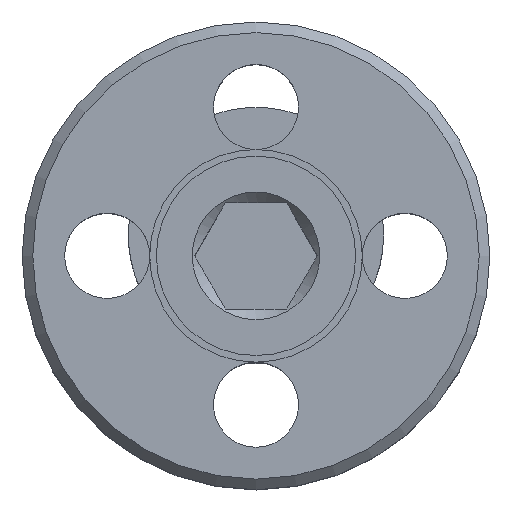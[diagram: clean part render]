
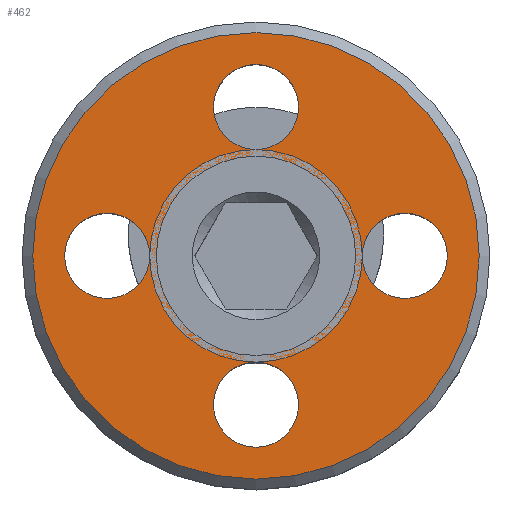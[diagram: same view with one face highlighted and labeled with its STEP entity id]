
A CAD part, top view. The second image highlights one B-rep face of the part: STEP entity #462.
In plain terms, the highlighted planar face has unit normal (0, 0, 1).
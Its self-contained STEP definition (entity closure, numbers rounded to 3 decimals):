
#33=FACE_BOUND('',#117,.T.);
#34=FACE_BOUND('',#118,.T.);
#35=FACE_BOUND('',#119,.T.);
#36=FACE_BOUND('',#120,.T.);
#37=FACE_BOUND('',#121,.T.);
#59=PLANE('',#567);
#83=FACE_OUTER_BOUND('',#116,.T.);
#116=EDGE_LOOP('',(#414));
#117=EDGE_LOOP('',(#415));
#118=EDGE_LOOP('',(#416));
#119=EDGE_LOOP('',(#417));
#120=EDGE_LOOP('',(#418));
#121=EDGE_LOOP('',(#419));
#195=CIRCLE('',#547,2.);
#197=CIRCLE('',#550,2.);
#199=CIRCLE('',#553,2.);
#201=CIRCLE('',#556,2.);
#207=CIRCLE('',#566,10.5);
#208=CIRCLE('',#568,4.688);
#234=VERTEX_POINT('',#812);
#236=VERTEX_POINT('',#818);
#238=VERTEX_POINT('',#824);
#240=VERTEX_POINT('',#830);
#246=VERTEX_POINT('',#849);
#247=VERTEX_POINT('',#853);
#285=EDGE_CURVE('',#234,#234,#195,.T.);
#288=EDGE_CURVE('',#236,#236,#197,.T.);
#291=EDGE_CURVE('',#238,#238,#199,.T.);
#294=EDGE_CURVE('',#240,#240,#201,.T.);
#303=EDGE_CURVE('',#246,#246,#207,.T.);
#305=EDGE_CURVE('',#247,#247,#208,.T.);
#414=ORIENTED_EDGE('',*,*,#303,.F.);
#415=ORIENTED_EDGE('',*,*,#285,.T.);
#416=ORIENTED_EDGE('',*,*,#288,.T.);
#417=ORIENTED_EDGE('',*,*,#291,.T.);
#418=ORIENTED_EDGE('',*,*,#294,.T.);
#419=ORIENTED_EDGE('',*,*,#305,.F.);
#462=ADVANCED_FACE('',(#83,#33,#34,#35,#36,#37),#59,.T.);
#547=AXIS2_PLACEMENT_3D('',#813,#655,#656);
#550=AXIS2_PLACEMENT_3D('',#819,#662,#663);
#553=AXIS2_PLACEMENT_3D('',#825,#669,#670);
#556=AXIS2_PLACEMENT_3D('',#831,#676,#677);
#566=AXIS2_PLACEMENT_3D('',#850,#699,#700);
#567=AXIS2_PLACEMENT_3D('',#852,#702,#703);
#568=AXIS2_PLACEMENT_3D('',#854,#704,#705);
#655=DIRECTION('center_axis',(0.,0.,-1.));
#656=DIRECTION('ref_axis',(0.,1.,0.));
#662=DIRECTION('center_axis',(0.,0.,-1.));
#663=DIRECTION('ref_axis',(1.,0.,0.));
#669=DIRECTION('center_axis',(0.,0.,-1.));
#670=DIRECTION('ref_axis',(0.,-1.,0.));
#676=DIRECTION('center_axis',(0.,0.,-1.));
#677=DIRECTION('ref_axis',(-1.,0.,0.));
#699=DIRECTION('center_axis',(0.,0.,-1.));
#700=DIRECTION('ref_axis',(-1.,0.,0.));
#702=DIRECTION('center_axis',(0.,0.,1.));
#703=DIRECTION('ref_axis',(1.,0.,0.));
#704=DIRECTION('center_axis',(0.,0.,1.));
#705=DIRECTION('ref_axis',(-1.,0.,0.));
#812=CARTESIAN_POINT('',(0.,5.,8.));
#813=CARTESIAN_POINT('Origin',(0.,7.,8.));
#818=CARTESIAN_POINT('',(5.,0.,8.));
#819=CARTESIAN_POINT('Origin',(7.,0.,8.));
#824=CARTESIAN_POINT('',(0.,-5.,8.));
#825=CARTESIAN_POINT('Origin',(0.,-7.,8.));
#830=CARTESIAN_POINT('',(-5.,0.,8.));
#831=CARTESIAN_POINT('Origin',(-7.,0.,8.));
#849=CARTESIAN_POINT('',(10.5,0.,8.));
#850=CARTESIAN_POINT('Origin',(0.,0.,8.));
#852=CARTESIAN_POINT('Origin',(0.,0.,8.));
#853=CARTESIAN_POINT('',(4.688,0.,8.));
#854=CARTESIAN_POINT('Origin',(0.,0.,8.));
